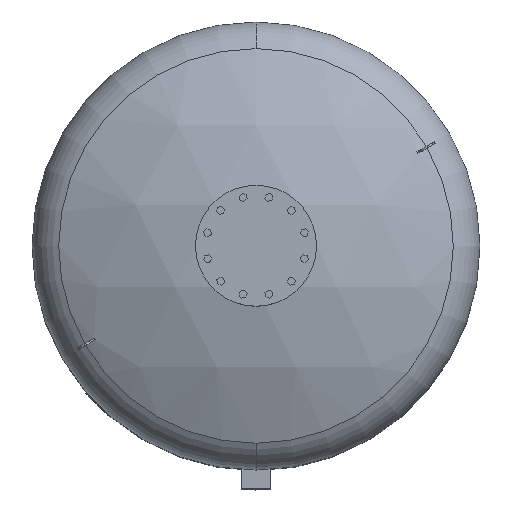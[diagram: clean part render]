
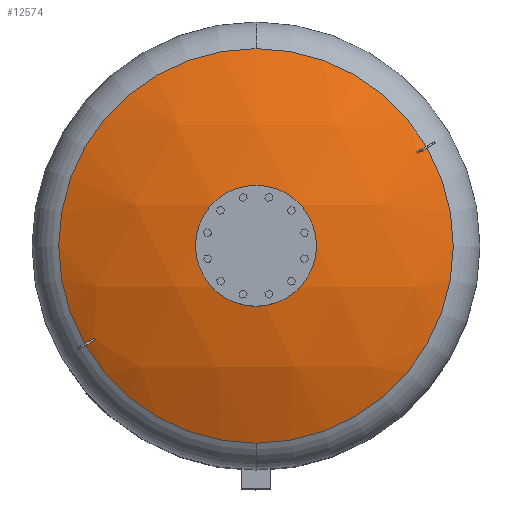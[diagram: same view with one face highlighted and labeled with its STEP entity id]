
A CAD part, top view. The second image highlights one B-rep face of the part: STEP entity #12574.
In plain terms, the highlighted spherical face has radius 1509 mm.
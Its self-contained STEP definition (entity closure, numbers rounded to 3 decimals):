
#11978=CARTESIAN_POINT('',(0.,-660.607,2273.717));
#11979=VERTEX_POINT('',#11978);
#11995=CARTESIAN_POINT('',(0.,660.607,2273.717));
#11996=VERTEX_POINT('',#11995);
#12004=CARTESIAN_POINT('',(570.596,332.898,2273.717));
#12005=VERTEX_POINT('',#12004);
#12006=CARTESIAN_POINT('',(0.,0.,2273.717));
#12007=DIRECTION('',(0.0,0.0,-1.0));
#12008=DIRECTION('',(1.0,0.0,0.0));
#12009=AXIS2_PLACEMENT_3D('',#12006,#12007,#12008);
#12010=CIRCLE('',#12009,660.607);
#12011=EDGE_CURVE('',#11996,#12005,#12010,.T.);
#12040=CARTESIAN_POINT('',(573.596,327.702,2273.717));
#12041=VERTEX_POINT('',#12040);
#12055=CARTESIAN_POINT('',(0.,0.,2273.717));
#12056=DIRECTION('',(0.0,0.0,-1.0));
#12057=DIRECTION('',(1.0,0.0,0.0));
#12058=AXIS2_PLACEMENT_3D('',#12055,#12056,#12057);
#12059=CIRCLE('',#12058,660.607);
#12060=EDGE_CURVE('',#12041,#11979,#12059,.T.);
#12112=CARTESIAN_POINT('',(-570.596,-332.898,2273.717));
#12113=VERTEX_POINT('',#12112);
#12129=CARTESIAN_POINT('',(-539.005,-314.659,2290.88));
#12130=VERTEX_POINT('',#12129);
#12131=CARTESIAN_POINT('',(1.5,-2.598,917.0));
#12132=DIRECTION('',(0.5,-0.866,0.0));
#12133=DIRECTION('',(0.0,0.0,1.0));
#12134=AXIS2_PLACEMENT_3D('',#12131,#12132,#12133);
#12135=CIRCLE('',#12134,1508.997);
#12136=EDGE_CURVE('',#12130,#12113,#12135,.T.);
#12179=CARTESIAN_POINT('',(-542.005,-309.462,2290.88));
#12180=VERTEX_POINT('',#12179);
#12181=CARTESIAN_POINT('',(-195.85,-113.074,854.348));
#12182=DIRECTION('',(0.835,0.482,0.267));
#12183=DIRECTION('',(0.0,0.485,-0.875));
#12184=AXIS2_PLACEMENT_3D('',#12181,#12182,#12183);
#12185=CIRCLE('',#12184,1490.642);
#12186=EDGE_CURVE('',#12180,#12130,#12185,.T.);
#12264=CARTESIAN_POINT('',(-573.596,-327.702,2273.717));
#12265=VERTEX_POINT('',#12264);
#12288=CARTESIAN_POINT('',(-1.5,2.598,917.0));
#12289=DIRECTION('',(-0.5,0.866,0.0));
#12290=DIRECTION('',(0.0,0.0,-1.0));
#12291=AXIS2_PLACEMENT_3D('',#12288,#12289,#12290);
#12292=CIRCLE('',#12291,1508.997);
#12293=EDGE_CURVE('',#12265,#12180,#12292,.T.);
#12320=CARTESIAN_POINT('',(0.,0.,2273.717));
#12321=DIRECTION('',(0.0,0.0,-1.0));
#12322=DIRECTION('',(1.0,0.0,0.0));
#12323=AXIS2_PLACEMENT_3D('',#12320,#12321,#12322);
#12324=CIRCLE('',#12323,660.607);
#12325=EDGE_CURVE('',#11979,#12113,#12324,.T.);
#12330=CARTESIAN_POINT('',(0.,0.,2273.717));
#12331=DIRECTION('',(0.0,0.0,-1.0));
#12332=DIRECTION('',(1.0,0.0,0.0));
#12333=AXIS2_PLACEMENT_3D('',#12330,#12331,#12332);
#12334=CIRCLE('',#12333,660.607);
#12335=EDGE_CURVE('',#12265,#11996,#12334,.T.);
#12355=CARTESIAN_POINT('',(539.005,314.659,2290.88));
#12356=VERTEX_POINT('',#12355);
#12357=CARTESIAN_POINT('',(-1.5,2.598,917.0));
#12358=DIRECTION('',(-0.5,0.866,0.0));
#12359=DIRECTION('',(0.0,0.0,-1.0));
#12360=AXIS2_PLACEMENT_3D('',#12357,#12358,#12359);
#12361=CIRCLE('',#12360,1508.997);
#12362=EDGE_CURVE('',#12356,#12005,#12361,.T.);
#12405=CARTESIAN_POINT('',(542.005,309.462,2290.88));
#12406=VERTEX_POINT('',#12405);
#12407=CARTESIAN_POINT('',(195.85,113.074,854.348));
#12408=DIRECTION('',(-0.835,-0.482,0.267));
#12409=DIRECTION('',(0.0,0.485,0.875));
#12410=AXIS2_PLACEMENT_3D('',#12407,#12408,#12409);
#12411=CIRCLE('',#12410,1490.642);
#12412=EDGE_CURVE('',#12406,#12356,#12411,.T.);
#12543=CARTESIAN_POINT('',(1.5,-2.598,917.0));
#12544=DIRECTION('',(0.5,-0.866,0.0));
#12545=DIRECTION('',(0.0,0.0,1.0));
#12546=AXIS2_PLACEMENT_3D('',#12543,#12544,#12545);
#12547=CIRCLE('',#12546,1508.997);
#12548=EDGE_CURVE('',#12041,#12406,#12547,.T.);
#12557=CARTESIAN_POINT('',(0.,0.,917.0));
#12558=DIRECTION('',(0.0,-1.0,0.0));
#12559=DIRECTION('',(-1.0,0.0,0.0));
#12560=AXIS2_PLACEMENT_3D('',#12557,#12558,#12559);
#12561=SPHERICAL_SURFACE('',#12560,1509.0);
#12562=ORIENTED_EDGE('',*,*,#12136,.T.);
#12563=ORIENTED_EDGE('',*,*,#12325,.F.);
#12564=ORIENTED_EDGE('',*,*,#12060,.F.);
#12565=ORIENTED_EDGE('',*,*,#12548,.T.);
#12566=ORIENTED_EDGE('',*,*,#12412,.T.);
#12567=ORIENTED_EDGE('',*,*,#12362,.T.);
#12568=ORIENTED_EDGE('',*,*,#12011,.F.);
#12569=ORIENTED_EDGE('',*,*,#12335,.F.);
#12570=ORIENTED_EDGE('',*,*,#12293,.T.);
#12571=ORIENTED_EDGE('',*,*,#12186,.T.);
#12572=EDGE_LOOP('',(#12562,#12563,#12564,#12565,#12566,#12567,#12568,#12569,#12570,#12571));
#12573=FACE_OUTER_BOUND('',#12572,.T.);
#12574=ADVANCED_FACE('',(#12573),#12561,.T.);
